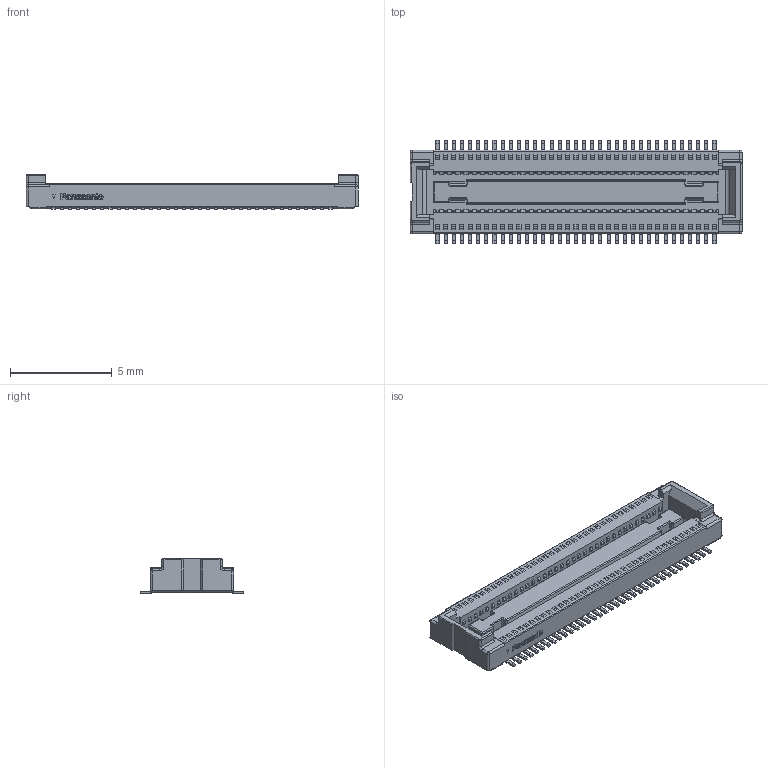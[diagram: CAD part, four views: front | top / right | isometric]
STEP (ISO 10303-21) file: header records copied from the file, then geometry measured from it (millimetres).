
FILE_DESCRIPTION(/* description */ (''),/* implementation_level */ '2;1');
FILE_NAME(/* name */ '1.stp',/* time_stamp */ '2020-02-07T06:21:46+02:00',/* author */ ('k'),/* organization */ (''),/* preprocessor_version */ 'ST-DEVELOPER v15.6',/* originating_system */ 'Autodesk Inventor 2015',/* authorisation */ '');
FILE_SCHEMA (('AUTOMOTIVE_DESIGN { 1 0 10303 214 3 1 1 }'));
Products named in the file (6): 1; 2; 3; axk770147; Panasonic Logo
Bounding box: 16.3 x 5.1 x 1.7 mm (x, y, z)
Volume: 64.7 mm3; surface area: 287.2 mm2
Topology: 222 solids, 222 shells, 2369 faces, 5693 edges, 3769 vertices
Faces by surface type: plane 1579, cylinder 636, bspline 127, sphere 16, torus 11
Entity records: 69262 total; most frequent: CARTESIAN_POINT 13473, ORIENTED_EDGE 11386, DIRECTION 11243, EDGE_CURVE 5693, LINE 4157, VECTOR 4157, VERTEX_POINT 3769, AXIS2_PLACEMENT_3D 3543
